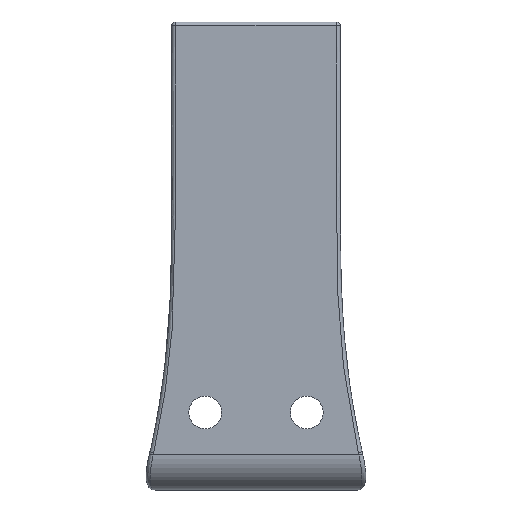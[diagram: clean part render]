
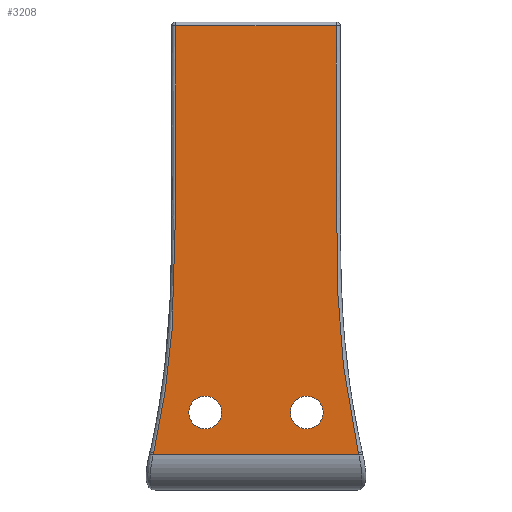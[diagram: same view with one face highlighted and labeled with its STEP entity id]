
A CAD part, left-side view. The second image highlights one B-rep face of the part: STEP entity #3208.
In plain terms, the highlighted planar face has unit normal (-1, 0, 0).
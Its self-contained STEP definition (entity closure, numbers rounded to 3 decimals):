
#89 = EDGE_CURVE ( 'NONE', #1394, #4415, #4223, .T. ) ;
#171 = CARTESIAN_POINT ( 'NONE',  ( 20.144, 6.5, 85. ) ) ;
#174 = ORIENTED_EDGE ( 'NONE', *, *, #5288, .T. ) ;
#175 = DIRECTION ( 'NONE',  ( 0., 1., 0. ) ) ;
#218 = CARTESIAN_POINT ( 'NONE',  ( 20.144, -10.295, 134.491 ) ) ;
#296 = CARTESIAN_POINT ( 'NONE',  ( 20.144, -10.303, 129.923 ) ) ;
#316 = B_SPLINE_CURVE_WITH_KNOTS ( 'NONE', 3,
 ( #4868, #2033, #2628, #1457, #4184, #4302, #3767, #6084, #3682, #885, #2484, #5501, #6583, #813, #296, #218 ),
 .UNSPECIFIED., .F., .F.,
 ( 4, 2, 2, 2, 2, 2, 2, 4 ),
 ( 0., 0.007, 0.014, 0.021, 0.024, 0.027, 0.041, 0.055 ),
 .UNSPECIFIED. ) ;
#328 = CARTESIAN_POINT ( 'NONE',  ( 20.144, 10.296, 111.65 ) ) ;
#363 = CARTESIAN_POINT ( 'NONE',  ( 20.144, 10.348, 105.944 ) ) ;
#402 = CARTESIAN_POINT ( 'NONE',  ( 20.144, 10.359, 104.803 ) ) ;
#455 = PLANE ( 'NONE',  #1649 ) ;
#524 = AXIS2_PLACEMENT_3D ( 'NONE', #5544, #5582, #3292 ) ;
#598 = CARTESIAN_POINT ( 'NONE',  ( 20.144, 13.094, 79.871 ) ) ;
#602 = B_SPLINE_CURVE_WITH_KNOTS ( 'NONE', 3,
 ( #6214, #5616, #6851, #2147, #328, #363, #402, #3800, #1032, #7324, #3329, #3185, #4406, #6131, #6777, #2694 ),
 .UNSPECIFIED., .F., .F.,
 ( 4, 2, 2, 2, 2, 2, 2, 4 ),
 ( 0., 0.014, 0.027, 0.031, 0.034, 0.041, 0.048, 0.055 ),
 .UNSPECIFIED. ) ;
#689 = EDGE_CURVE ( 'NONE', #4266, #3409, #1017, .T. ) ;
#782 = VECTOR ( 'NONE', #6946, 1000. ) ;
#813 = CARTESIAN_POINT ( 'NONE',  ( 20.144, -10.296, 125.355 ) ) ;
#829 = DIRECTION ( 'NONE',  ( 1., 0., 0. ) ) ;
#875 = CARTESIAN_POINT ( 'NONE',  ( 20.144, -4.4, 85. ) ) ;
#885 = CARTESIAN_POINT ( 'NONE',  ( 20.144, -10.359, 104.804 ) ) ;
#891 = CARTESIAN_POINT ( 'NONE',  ( 20.144, 13.139, 79.676 ) ) ;
#898 = EDGE_CURVE ( 'NONE', #6814, #2826, #1945, .T. ) ;
#957 = ORIENTED_EDGE ( 'NONE', *, *, #7124, .T. ) ;
#1000 = CARTESIAN_POINT ( 'NONE',  ( 20.144, -10.295, 134.491 ) ) ;
#1017 = CIRCLE ( 'NONE', #7004, 2.1 ) ;
#1032 = CARTESIAN_POINT ( 'NONE',  ( 20.144, 10.426, 101.381 ) ) ;
#1080 = VERTEX_POINT ( 'NONE', #7149 ) ;
#1086 = ORIENTED_EDGE ( 'NONE', *, *, #6347, .T. ) ;
#1120 = ORIENTED_EDGE ( 'NONE', *, *, #689, .F. ) ;
#1135 = FACE_OUTER_BOUND ( 'NONE', #5066, .T. ) ;
#1311 = VERTEX_POINT ( 'NONE', #4414 ) ;
#1345 = CARTESIAN_POINT ( 'NONE',  ( 20.144, 11.055, 134.491 ) ) ;
#1347 = CARTESIAN_POINT ( 'NONE',  ( 20.144, -13.163, 79.579 ) ) ;
#1394 = VERTEX_POINT ( 'NONE', #1000 ) ;
#1457 = CARTESIAN_POINT ( 'NONE',  ( 20.144, -11.437, 88.891 ) ) ;
#1501 = CARTESIAN_POINT ( 'NONE',  ( 20.144, -13.094, 79.871 ) ) ;
#1602 = EDGE_CURVE ( 'NONE', #6046, #1080, #7137, .T. ) ;
#1643 = CARTESIAN_POINT ( 'NONE',  ( 20.144, -15.501, 79.579 ) ) ;
#1649 = AXIS2_PLACEMENT_3D ( 'NONE', #2165, #7051, #2449 ) ;
#1724 = CARTESIAN_POINT ( 'NONE',  ( 20.144, 10.295, 134.491 ) ) ;
#1941 = DIRECTION ( 'NONE',  ( 0., -1., 0. ) ) ;
#1945 = B_SPLINE_CURVE_WITH_KNOTS ( 'NONE', 3,
 ( #5023, #6869, #5726, #2823 ),
 .UNSPECIFIED., .F., .F.,
 ( 4, 4 ),
 ( 0., 0. ),
 .UNSPECIFIED. ) ;
#2033 = CARTESIAN_POINT ( 'NONE',  ( 20.144, -12.575, 82.119 ) ) ;
#2147 = CARTESIAN_POINT ( 'NONE',  ( 20.144, 10.293, 116.218 ) ) ;
#2165 = CARTESIAN_POINT ( 'NONE',  ( 20.144, 26.794, -190.001 ) ) ;
#2362 = CIRCLE ( 'NONE', #524, 2.1 ) ;
#2449 = DIRECTION ( 'NONE',  ( 0., -1., 0. ) ) ;
#2484 = CARTESIAN_POINT ( 'NONE',  ( 20.144, -10.348, 105.945 ) ) ;
#2628 = CARTESIAN_POINT ( 'NONE',  ( 20.144, -12.146, 84.373 ) ) ;
#2694 = CARTESIAN_POINT ( 'NONE',  ( 20.144, 13.094, 79.871 ) ) ;
#2823 = CARTESIAN_POINT ( 'NONE',  ( 20.144, -13.094, 79.871 ) ) ;
#2826 = VERTEX_POINT ( 'NONE', #1501 ) ;
#2851 = ORIENTED_EDGE ( 'NONE', *, *, #5476, .T. ) ;
#2938 = ORIENTED_EDGE ( 'NONE', *, *, #1602, .T. ) ;
#3056 = DIRECTION ( 'NONE',  ( 0., 1., 0. ) ) ;
#3067 = AXIS2_PLACEMENT_3D ( 'NONE', #5527, #829, #3056 ) ;
#3185 = CARTESIAN_POINT ( 'NONE',  ( 20.144, 11.155, 91.154 ) ) ;
#3208 = ADVANCED_FACE ( 'NONE', ( #1135, #3466, #6308 ), #455, .T. ) ;
#3292 = DIRECTION ( 'NONE',  ( 0., -1., 0. ) ) ;
#3329 = CARTESIAN_POINT ( 'NONE',  ( 20.144, 10.719, 95.692 ) ) ;
#3409 = VERTEX_POINT ( 'NONE', #5026 ) ;
#3465 = CARTESIAN_POINT ( 'NONE',  ( 20.144, 13.094, 79.871 ) ) ;
#3466 = FACE_BOUND ( 'NONE', #6440, .T. ) ;
#3499 = CARTESIAN_POINT ( 'NONE',  ( 20.144, 13.094, 79.871 ) ) ;
#3619 = CARTESIAN_POINT ( 'NONE',  ( 20.144, 13.163, 79.579 ) ) ;
#3640 = CARTESIAN_POINT ( 'NONE',  ( 20.144, -6.5, 85. ) ) ;
#3682 = CARTESIAN_POINT ( 'NONE',  ( 20.144, -10.395, 102.522 ) ) ;
#3767 = CARTESIAN_POINT ( 'NONE',  ( 20.144, -10.567, 97.966 ) ) ;
#3800 = CARTESIAN_POINT ( 'NONE',  ( 20.144, 10.395, 102.521 ) ) ;
#3910 = B_SPLINE_CURVE_WITH_KNOTS ( 'NONE', 3,
 ( #3465, #3499, #598, #4190, #4336, #891, #3619 ),
 .UNSPECIFIED., .F., .F.,
 ( 4, 3, 4 ),
 ( 0., 0., 0. ),
 .UNSPECIFIED. ) ;
#4085 = EDGE_CURVE ( 'NONE', #1311, #4781, #3910, .T. ) ;
#4184 = CARTESIAN_POINT ( 'NONE',  ( 20.144, -11.155, 91.155 ) ) ;
#4190 = CARTESIAN_POINT ( 'NONE',  ( 20.144, 13.094, 79.871 ) ) ;
#4223 = LINE ( 'NONE', #1345, #6115 ) ;
#4266 = VERTEX_POINT ( 'NONE', #5081 ) ;
#4302 = CARTESIAN_POINT ( 'NONE',  ( 20.144, -10.719, 95.693 ) ) ;
#4336 = CARTESIAN_POINT ( 'NONE',  ( 20.144, 13.116, 79.774 ) ) ;
#4406 = CARTESIAN_POINT ( 'NONE',  ( 20.144, 11.437, 88.89 ) ) ;
#4414 = CARTESIAN_POINT ( 'NONE',  ( 20.144, 13.094, 79.871 ) ) ;
#4415 = VERTEX_POINT ( 'NONE', #1724 ) ;
#4418 = CIRCLE ( 'NONE', #4905, 2.1 ) ;
#4654 = LINE ( 'NONE', #1643, #782 ) ;
#4733 = CARTESIAN_POINT ( 'NONE',  ( 20.144, 13.163, 79.579 ) ) ;
#4781 = VERTEX_POINT ( 'NONE', #4733 ) ;
#4868 = CARTESIAN_POINT ( 'NONE',  ( 20.144, -13.094, 79.871 ) ) ;
#4905 = AXIS2_PLACEMENT_3D ( 'NONE', #3640, #6538, #175 ) ;
#5023 = CARTESIAN_POINT ( 'NONE',  ( 20.144, -13.163, 79.579 ) ) ;
#5026 = CARTESIAN_POINT ( 'NONE',  ( 20.144, 8.6, 85. ) ) ;
#5066 = EDGE_LOOP ( 'NONE', ( #1086, #6093, #957, #6380, #174, #7435 ) ) ;
#5081 = CARTESIAN_POINT ( 'NONE',  ( 20.144, 4.4, 85. ) ) ;
#5207 = EDGE_CURVE ( 'NONE', #3409, #4266, #2362, .T. ) ;
#5288 = EDGE_CURVE ( 'NONE', #4415, #1311, #602, .T. ) ;
#5476 = EDGE_CURVE ( 'NONE', #1080, #6046, #4418, .T. ) ;
#5501 = CARTESIAN_POINT ( 'NONE',  ( 20.144, -10.296, 111.651 ) ) ;
#5527 = CARTESIAN_POINT ( 'NONE',  ( 20.144, -6.5, 85. ) ) ;
#5544 = CARTESIAN_POINT ( 'NONE',  ( 20.144, 6.5, 85. ) ) ;
#5582 = DIRECTION ( 'NONE',  ( -1., 0., 0. ) ) ;
#5616 = CARTESIAN_POINT ( 'NONE',  ( 20.144, 10.303, 129.923 ) ) ;
#5726 = CARTESIAN_POINT ( 'NONE',  ( 20.144, -13.116, 79.774 ) ) ;
#6046 = VERTEX_POINT ( 'NONE', #875 ) ;
#6084 = CARTESIAN_POINT ( 'NONE',  ( 20.144, -10.426, 101.382 ) ) ;
#6093 = ORIENTED_EDGE ( 'NONE', *, *, #898, .T. ) ;
#6115 = VECTOR ( 'NONE', #7251, 1000. ) ;
#6131 = CARTESIAN_POINT ( 'NONE',  ( 20.144, 12.146, 84.372 ) ) ;
#6214 = CARTESIAN_POINT ( 'NONE',  ( 20.144, 10.295, 134.491 ) ) ;
#6308 = FACE_BOUND ( 'NONE', #7262, .T. ) ;
#6347 = EDGE_CURVE ( 'NONE', #4781, #6814, #4654, .T. ) ;
#6380 = ORIENTED_EDGE ( 'NONE', *, *, #89, .T. ) ;
#6440 = EDGE_LOOP ( 'NONE', ( #2851, #2938 ) ) ;
#6538 = DIRECTION ( 'NONE',  ( 1., 0., 0. ) ) ;
#6583 = CARTESIAN_POINT ( 'NONE',  ( 20.144, -10.293, 116.219 ) ) ;
#6777 = CARTESIAN_POINT ( 'NONE',  ( 20.144, 12.575, 82.119 ) ) ;
#6814 = VERTEX_POINT ( 'NONE', #1347 ) ;
#6851 = CARTESIAN_POINT ( 'NONE',  ( 20.144, 10.296, 125.355 ) ) ;
#6869 = CARTESIAN_POINT ( 'NONE',  ( 20.144, -13.139, 79.676 ) ) ;
#6946 = DIRECTION ( 'NONE',  ( 0., -1., 0. ) ) ;
#7004 = AXIS2_PLACEMENT_3D ( 'NONE', #171, #7205, #1941 ) ;
#7051 = DIRECTION ( 'NONE',  ( -1., 0., 0. ) ) ;
#7117 = ORIENTED_EDGE ( 'NONE', *, *, #5207, .F. ) ;
#7124 = EDGE_CURVE ( 'NONE', #2826, #1394, #316, .T. ) ;
#7137 = CIRCLE ( 'NONE', #3067, 2.1 ) ;
#7149 = CARTESIAN_POINT ( 'NONE',  ( 20.144, -8.6, 85. ) ) ;
#7205 = DIRECTION ( 'NONE',  ( -1., 0., 0. ) ) ;
#7251 = DIRECTION ( 'NONE',  ( 0., 1., 0. ) ) ;
#7262 = EDGE_LOOP ( 'NONE', ( #1120, #7117 ) ) ;
#7324 = CARTESIAN_POINT ( 'NONE',  ( 20.144, 10.567, 97.965 ) ) ;
#7435 = ORIENTED_EDGE ( 'NONE', *, *, #4085, .T. ) ;
